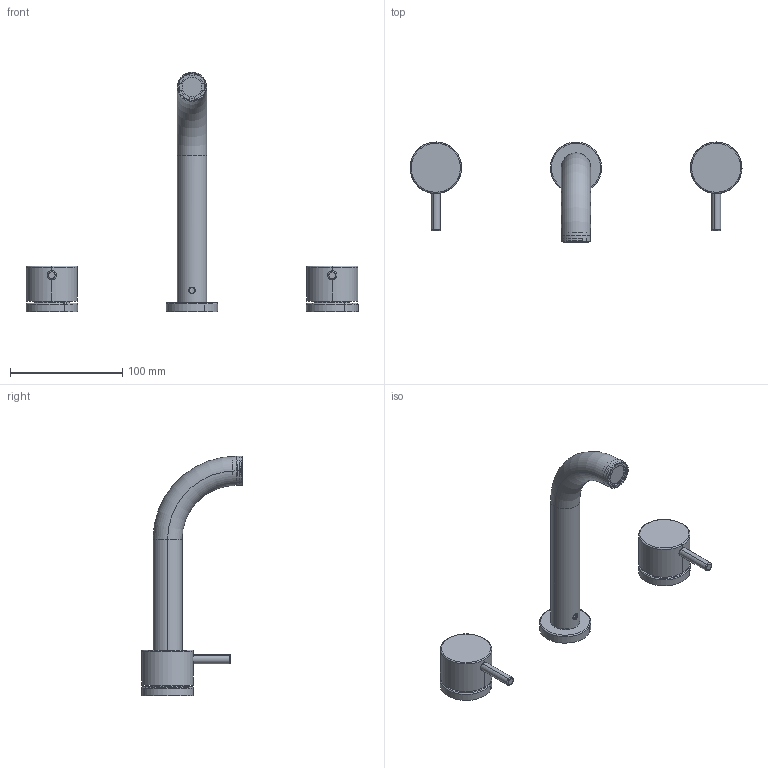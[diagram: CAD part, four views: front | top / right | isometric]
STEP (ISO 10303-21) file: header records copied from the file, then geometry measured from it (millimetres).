
FILE_DESCRIPTION(('CATIA V5 STEP Exchange','CAx-IF Rec.Pracs.--- Model Styling and Organization---1.5--- 2016-08-15','CAx-IF Rec.Pracs.---Supplemental Geometry---1.0---2011-11-01','CAx-IF Rec.Pracs.--- Composite Materials ---3.4---2017-06-13','CAx-IF Rec.Pracs.---Tessellated 3D Geometry---1.0---2015-12-17'),'2;1');
FILE_NAME('LN013510.stp','2023-01-30T13:29:23+00:00',('none'),('none'),'CATIA Version 5-6 Release 2020 SP2','CATIA V5 STEP AP242 v2','none');
FILE_SCHEMA(('AP242_MANAGED_MODEL_BASED_3D_ENGINEERING_MIM_LF {1 0 10303 442 1 1 4}'));
Length unit declared in the file: millimetre
Products named in the file (1): LN013510
Bounding box: 295.99 x 89.49 x 213.5 mm (x, y, z)
Volume: 163032.3 mm3; surface area: 82981.1 mm2
Topology: 11 solids, 11 shells, 276 faces, 581 edges, 358 vertices
Faces by surface type: cylinder 116, plane 76, torus 50, cone 32, bspline 2
Entity records: 7080 total; most frequent: CARTESIAN_POINT 1538, ORIENTED_EDGE 1162, DIRECTION 918, EDGE_CURVE 581, AXIS2_PLACEMENT_3D 542, VERTEX_POINT 358, CIRCLE 356, EDGE_LOOP 323
